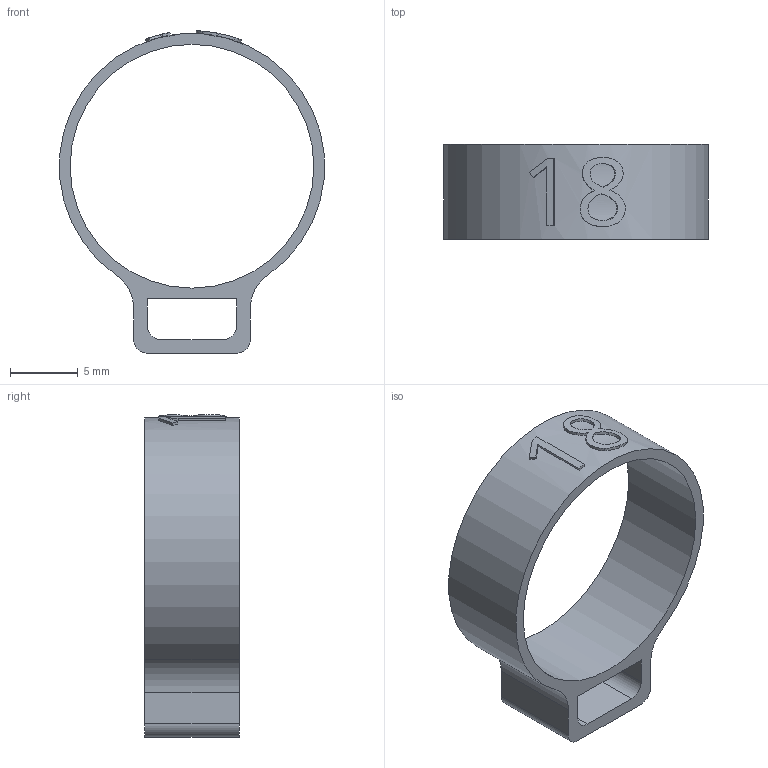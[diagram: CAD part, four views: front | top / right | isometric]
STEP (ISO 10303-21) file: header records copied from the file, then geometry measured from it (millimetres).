
FILE_DESCRIPTION(/* description */ ('STEP AP242','CAx-IF Rec.Pracs.---Representation and Presentation of Product Manufacturing Information (PMI)---4.0---2014-10-13','CAx-IF Rec.Pracs.---3D Tessellated Geometry---0.4---2014-09-14','2;1'),/* implementation_level */ '2;1');
FILE_NAME(/* name */ '65f411f43bdb641e7dd5e523',/* time_stamp */ '2024-03-15T09:16:37Z',/* author */ (''),/* organization */ (''),/* preprocessor_version */ 'ST-DEVELOPER v19.4',/* originating_system */ ' ',/* authorisation */ ' ');
FILE_SCHEMA (('AP242_MANAGED_MODEL_BASED_3D_ENGINEERING_MIM_LF { 1 0 10303 442 1 1 4 }'));
Length unit declared in the file: metre
Products named in the file (1): Slider ring
Bounding box: 19.53 x 7 x 23.8 mm (x, y, z)
Volume: 460.7 mm3; surface area: 1152.4 mm2
Topology: 1 solids, 1 shells, 61 faces, 165 edges, 110 vertices
Faces by surface type: bspline 36, plane 13, cylinder 12
Full cylindrical faces by diameter (mm): 18 x1
Entity records: 2392 total; most frequent: CARTESIAN_POINT 1130, ORIENTED_EDGE 328, EDGE_CURVE 164, DIRECTION 127, VERTEX_POINT 110, B_SPLINE_CURVE_WITH_KNOTS 109, EDGE_LOOP 70, FACE_BOUND 70
